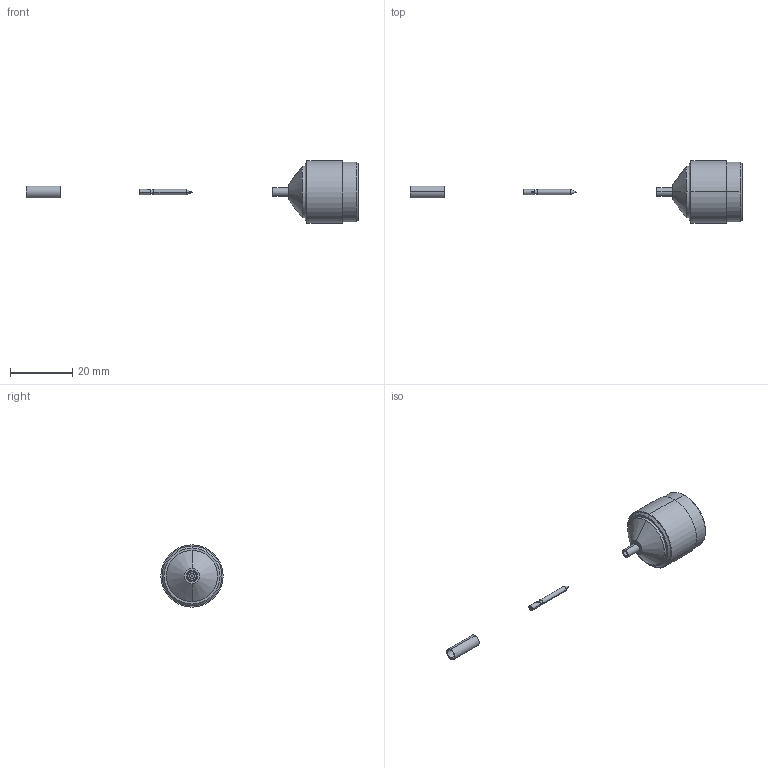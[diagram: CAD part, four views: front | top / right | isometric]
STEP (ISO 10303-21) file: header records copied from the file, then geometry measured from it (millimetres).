
FILE_DESCRIPTION (( 'STEP AP203' ), '1' );
FILE_NAME ('ANM-1114.STEP', '2010-11-09T13:41:30', ( 'x' ), ( 'Microsoft' ), 'SwSTEP 2.0', 'SolidWorks 2010', '' );
FILE_SCHEMA (( 'CONFIG_CONTROL_DESIGN' ));
Length unit declared in the file: inch
Products named in the file (4): ANM-1114-MA3; ANM-1114-MA2; ANM-1114
Assembly tree (3 placements, depth 2):
  ANM-1114
    ANM-1114-MA2
    ANM-1114
    ANM-1114-MA3
Bounding box: 106.61 x 20.02 x 20.02 mm (x, y, z)
Volume: 4116 mm3; surface area: 3451.9 mm2
Topology: 3 solids, 3 shells, 133 faces, 286 edges, 167 vertices
Faces by surface type: cylinder 53, cone 48, plane 32
Entity records: 4016 total; most frequent: DIRECTION 704, CARTESIAN_POINT 614, ORIENTED_EDGE 568, AXIS2_PLACEMENT_3D 285, EDGE_CURVE 284, VERTEX_POINT 167, EDGE_LOOP 149, CIRCLE 146
